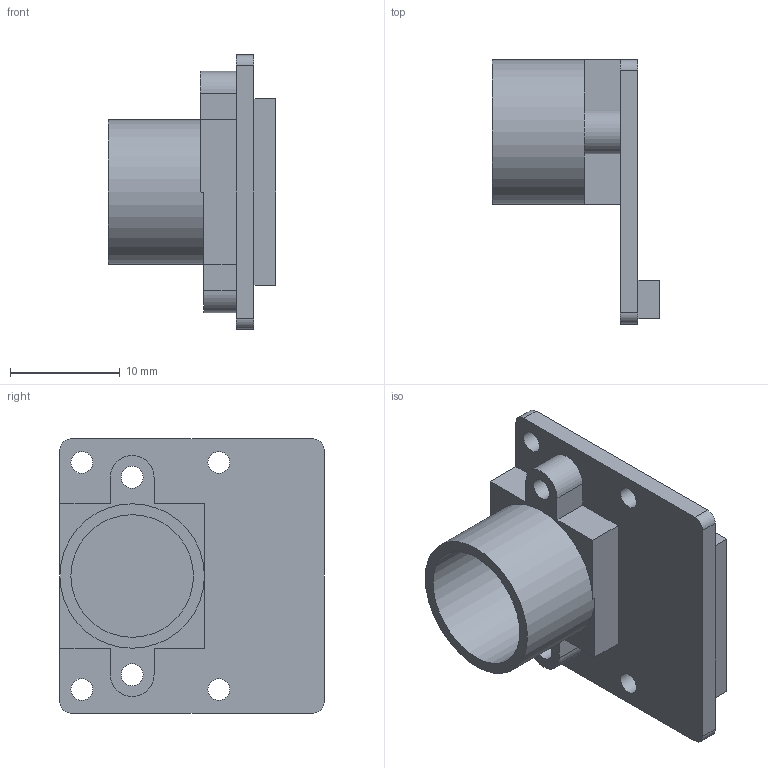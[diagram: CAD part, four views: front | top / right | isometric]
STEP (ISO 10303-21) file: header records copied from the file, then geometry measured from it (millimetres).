
FILE_DESCRIPTION(/* description */ ('STEP AP242 Edition 2','CAx-IF Rec.Pracs.---Representation and Presentation of Product Manufacturing Information (PMI)---4.0---2014-10-13','CAx-IF Rec.Pracs.---3D Tessellated Geometry---0.4---2014-09-14','2;1','CAx-IF Rec.Pracs.---User Defined Attributes---1.5---2016-08-15'),/* implementation_level */ '2;1');
FILE_NAME(/* name */ '6959d3551df1aa22cff66e52',/* time_stamp */ '2026-01-04T02:41:25Z',/* author */ (''),/* organization */ (''),/* preprocessor_version */ 'ST-DEVELOPER v20',/* originating_system */ 'ONSHAPE BY PTC INC, 1.208',/* authorisation */ ' ');
FILE_SCHEMA (('AP242_MANAGED_MODEL_BASED_3D_ENGINEERING_MIM_LF { 1 0 10303 442 3 1 4 }'));
Length unit declared in the file: metre
Products named in the file (3): IMX477 (12.3MP)_TOP; IMX477_ElectronicCard; IMX477_BasisCamera
Assembly tree (2 placements, depth 2):
  IMX477 (12.3MP)_TOP
    IMX477_ElectronicCard
    IMX477_BasisCamera
Bounding box: 15.3 x 24.09 x 25 mm (x, y, z)
Volume: 2020.7 mm3; surface area: 2759.8 mm2
Topology: 2 solids, 2 shells, 42 faces, 109 edges, 73 vertices
Faces by surface type: plane 26, cylinder 16
Full cylindrical faces by diameter (mm): 2 x8, 11.18 x1, 13.18 x1
Entity records: 1384 total; most frequent: DIRECTION 220, CARTESIAN_POINT 213, ORIENTED_EDGE 194, EDGE_CURVE 97, AXIS2_PLACEMENT_3D 78, VERTEX_POINT 71, EDGE_LOOP 70, FACE_BOUND 70
